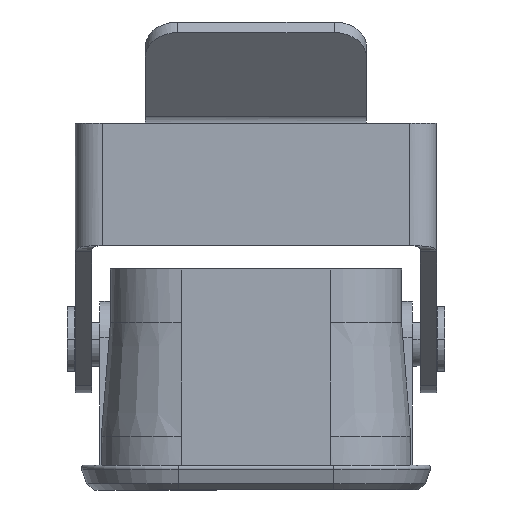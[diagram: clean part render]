
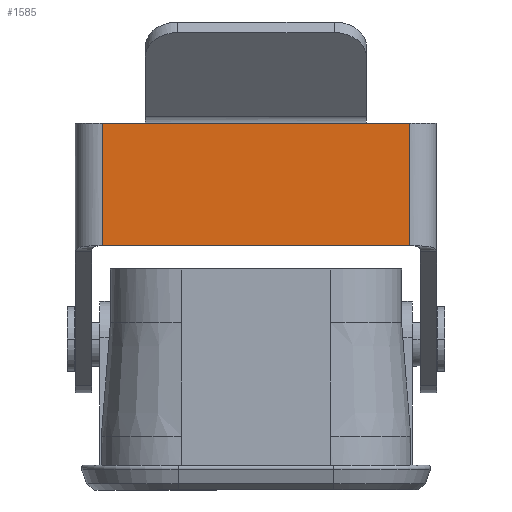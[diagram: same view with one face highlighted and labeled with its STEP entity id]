
A CAD part, front view. The second image highlights one B-rep face of the part: STEP entity #1585.
In plain terms, the highlighted planar face has unit normal (0, -1, 0).
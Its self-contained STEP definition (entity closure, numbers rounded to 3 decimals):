
#1570=AXIS2_PLACEMENT_3D('Plane Axis2P3D',#1567,#1568,#1569) ;
#247=CARTESIAN_POINT('Vertex',(3.244,7.,34.)) ;
#280=CARTESIAN_POINT('Line Origine',(5.244,7.,34.)) ;
#284=CARTESIAN_POINT('Vertex',(7.244,7.,34.)) ;
#358=CARTESIAN_POINT('Vertex',(27.744,7.,34.)) ;
#366=CARTESIAN_POINT('Line Origine',(17.494,7.,34.)) ;
#637=CARTESIAN_POINT('Line Origine',(29.744,7.,34.)) ;
#641=CARTESIAN_POINT('Vertex',(31.744,7.,34.)) ;
#724=CARTESIAN_POINT('Line Origine',(31.744,7.,21.5)) ;
#728=CARTESIAN_POINT('Vertex',(31.744,7.,22.66)) ;
#1437=CARTESIAN_POINT('Line Origine',(17.494,7.,22.66)) ;
#1441=CARTESIAN_POINT('Vertex',(3.244,7.,22.66)) ;
#1567=CARTESIAN_POINT('Axis2P3D Location',(32.744,7.,28.33)) ;
#1572=CARTESIAN_POINT('Line Origine',(3.244,7.,28.33)) ;
#281=DIRECTION('Vector Direction',(-1.,0.,0.)) ;
#367=DIRECTION('Vector Direction',(-1.,0.,0.)) ;
#638=DIRECTION('Vector Direction',(-1.,0.,0.)) ;
#725=DIRECTION('Vector Direction',(0.,0.,1.)) ;
#1438=DIRECTION('Vector Direction',(1.,0.,0.)) ;
#1568=DIRECTION('Axis2P3D Direction',(0.,-1.,0.)) ;
#1569=DIRECTION('Axis2P3D XDirection',(0.,0.,1.)) ;
#1573=DIRECTION('Vector Direction',(0.,0.,1.)) ;
#282=VECTOR('Line Direction',#281,1.) ;
#368=VECTOR('Line Direction',#367,1.) ;
#639=VECTOR('Line Direction',#638,1.) ;
#726=VECTOR('Line Direction',#725,1.) ;
#1439=VECTOR('Line Direction',#1438,1.) ;
#1574=VECTOR('Line Direction',#1573,1.) ;
#1578=ORIENTED_EDGE('',*,*,#1576,.F.) ;
#1579=ORIENTED_EDGE('',*,*,#1443,.T.) ;
#1580=ORIENTED_EDGE('',*,*,#730,.T.) ;
#1581=ORIENTED_EDGE('',*,*,#643,.T.) ;
#1582=ORIENTED_EDGE('',*,*,#370,.T.) ;
#1583=ORIENTED_EDGE('',*,*,#286,.T.) ;
#1585=ADVANCED_FACE('Hauptk\X2\00F6\X0\rper',(#1584),#1571,.T.) ;
#286=EDGE_CURVE('',#285,#248,#283,.T.) ;
#370=EDGE_CURVE('',#359,#285,#369,.T.) ;
#643=EDGE_CURVE('',#642,#359,#640,.T.) ;
#730=EDGE_CURVE('',#729,#642,#727,.T.) ;
#1443=EDGE_CURVE('',#1442,#729,#1440,.T.) ;
#1576=EDGE_CURVE('',#1442,#248,#1575,.T.) ;
#1577=EDGE_LOOP('',(#1578,#1579,#1580,#1581,#1582,#1583)) ;
#1584=FACE_OUTER_BOUND('',#1577,.T.) ;
#283=LINE('Line',#280,#282) ;
#369=LINE('Line',#366,#368) ;
#640=LINE('Line',#637,#639) ;
#727=LINE('Line',#724,#726) ;
#1440=LINE('Line',#1437,#1439) ;
#1575=LINE('Line',#1572,#1574) ;
#1571=PLANE('',#1570) ;
#248=VERTEX_POINT('',#247) ;
#285=VERTEX_POINT('',#284) ;
#359=VERTEX_POINT('',#358) ;
#642=VERTEX_POINT('',#641) ;
#729=VERTEX_POINT('',#728) ;
#1442=VERTEX_POINT('',#1441) ;
